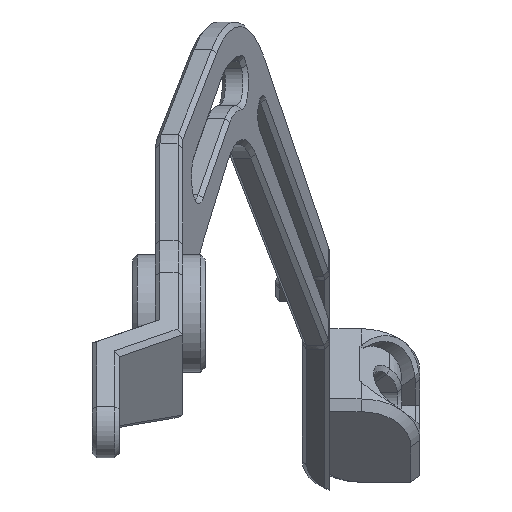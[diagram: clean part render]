
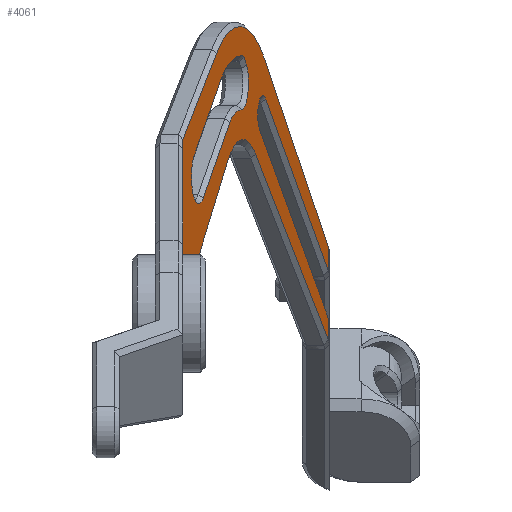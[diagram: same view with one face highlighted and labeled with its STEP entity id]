
A CAD part, top view. The second image highlights one B-rep face of the part: STEP entity #4061.
In plain terms, the highlighted planar face has unit normal (0.964, 0, 0.266).
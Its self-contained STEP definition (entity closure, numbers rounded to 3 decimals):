
#17=FACE_BOUND('',#1504,.T.);
#168=PLANE('',#4385);
#252=LINE('',#5785,#675);
#288=LINE('',#5962,#711);
#459=LINE('',#6952,#882);
#462=LINE('',#6967,#885);
#466=LINE('',#6992,#889);
#477=LINE('',#7032,#900);
#478=LINE('',#7035,#901);
#479=LINE('',#7037,#902);
#480=LINE('',#7041,#903);
#481=LINE('',#7043,#904);
#482=LINE('',#7045,#905);
#483=LINE('',#7048,#906);
#675=VECTOR('',#4603,10.);
#711=VECTOR('',#4645,10.);
#882=VECTOR('',#5118,10.);
#885=VECTOR('',#5129,10.);
#889=VECTOR('',#5153,10.);
#900=VECTOR('',#5194,10.);
#901=VECTOR('',#5197,10.);
#902=VECTOR('',#5198,10.);
#903=VECTOR('',#5201,10.);
#904=VECTOR('',#5202,10.);
#905=VECTOR('',#5203,10.);
#906=VECTOR('',#5206,10.);
#1254=FACE_OUTER_BOUND('',#1503,.T.);
#1503=EDGE_LOOP('',(#3368,#3369,#3370,#3371,#3372,#3373,#3374,#3375,#3376,
#3377,#3378,#3379));
#1504=EDGE_LOOP('',(#3380,#3381,#3382,#3383,#3384,#3385,#3386,#3387,#3388));
#1667=CIRCLE('',#4358,6.);
#1669=CIRCLE('',#4362,6.);
#1671=CIRCLE('',#4365,29.813);
#1673=CIRCLE('',#4368,6.);
#1676=CIRCLE('',#4373,6.);
#1677=CIRCLE('',#4375,17.813);
#1682=CIRCLE('',#4386,4.25);
#1683=CIRCLE('',#4387,34.);
#1684=CIRCLE('',#4388,19.);
#1765=VERTEX_POINT('',#5777);
#1767=VERTEX_POINT('',#5783);
#1791=VERTEX_POINT('',#5954);
#1793=VERTEX_POINT('',#5960);
#1935=VERTEX_POINT('',#6949);
#1936=VERTEX_POINT('',#6951);
#1938=VERTEX_POINT('',#6959);
#1940=VERTEX_POINT('',#6965);
#1942=VERTEX_POINT('',#6971);
#1944=VERTEX_POINT('',#6977);
#1945=VERTEX_POINT('',#6982);
#1947=VERTEX_POINT('',#6991);
#1950=VERTEX_POINT('',#7002);
#1957=VERTEX_POINT('',#7031);
#1958=VERTEX_POINT('',#7033);
#1959=VERTEX_POINT('',#7036);
#1960=VERTEX_POINT('',#7038);
#1961=VERTEX_POINT('',#7040);
#1962=VERTEX_POINT('',#7042);
#1963=VERTEX_POINT('',#7044);
#1964=VERTEX_POINT('',#7046);
#2124=EDGE_CURVE('',#1765,#1767,#252,.T.);
#2160=EDGE_CURVE('',#1791,#1793,#288,.T.);
#2415=EDGE_CURVE('',#1935,#1936,#459,.T.);
#2418=EDGE_CURVE('',#1938,#1935,#1667,.T.);
#2421=EDGE_CURVE('',#1940,#1938,#462,.T.);
#2424=EDGE_CURVE('',#1942,#1940,#1669,.T.);
#2427=EDGE_CURVE('',#1944,#1942,#1671,.T.);
#2429=EDGE_CURVE('',#1945,#1944,#1673,.T.);
#2432=EDGE_CURVE('',#1947,#1945,#466,.T.);
#2437=EDGE_CURVE('',#1950,#1947,#1676,.T.);
#2438=EDGE_CURVE('',#1936,#1950,#1677,.T.);
#2451=EDGE_CURVE('',#1957,#1767,#477,.T.);
#2452=EDGE_CURVE('',#1958,#1957,#1682,.T.);
#2453=EDGE_CURVE('',#1791,#1958,#478,.T.);
#2454=EDGE_CURVE('',#1959,#1793,#479,.T.);
#2455=EDGE_CURVE('',#1960,#1959,#1683,.T.);
#2456=EDGE_CURVE('',#1961,#1960,#480,.T.);
#2457=EDGE_CURVE('',#1961,#1962,#481,.T.);
#2458=EDGE_CURVE('',#1963,#1962,#482,.T.);
#2459=EDGE_CURVE('',#1964,#1963,#1684,.T.);
#2460=EDGE_CURVE('',#1765,#1964,#483,.T.);
#3368=ORIENTED_EDGE('',*,*,#2451,.F.);
#3369=ORIENTED_EDGE('',*,*,#2452,.F.);
#3370=ORIENTED_EDGE('',*,*,#2453,.F.);
#3371=ORIENTED_EDGE('',*,*,#2160,.T.);
#3372=ORIENTED_EDGE('',*,*,#2454,.F.);
#3373=ORIENTED_EDGE('',*,*,#2455,.F.);
#3374=ORIENTED_EDGE('',*,*,#2456,.F.);
#3375=ORIENTED_EDGE('',*,*,#2457,.T.);
#3376=ORIENTED_EDGE('',*,*,#2458,.F.);
#3377=ORIENTED_EDGE('',*,*,#2459,.F.);
#3378=ORIENTED_EDGE('',*,*,#2460,.F.);
#3379=ORIENTED_EDGE('',*,*,#2124,.T.);
#3380=ORIENTED_EDGE('',*,*,#2415,.F.);
#3381=ORIENTED_EDGE('',*,*,#2418,.F.);
#3382=ORIENTED_EDGE('',*,*,#2421,.F.);
#3383=ORIENTED_EDGE('',*,*,#2424,.F.);
#3384=ORIENTED_EDGE('',*,*,#2427,.F.);
#3385=ORIENTED_EDGE('',*,*,#2429,.F.);
#3386=ORIENTED_EDGE('',*,*,#2432,.F.);
#3387=ORIENTED_EDGE('',*,*,#2437,.F.);
#3388=ORIENTED_EDGE('',*,*,#2438,.F.);
#4061=ADVANCED_FACE('',(#1254,#17),#168,.T.);
#4358=AXIS2_PLACEMENT_3D('',#6961,#5122,#5123);
#4362=AXIS2_PLACEMENT_3D('',#6973,#5134,#5135);
#4365=AXIS2_PLACEMENT_3D('',#6979,#5141,#5142);
#4368=AXIS2_PLACEMENT_3D('',#6983,#5147,#5148);
#4373=AXIS2_PLACEMENT_3D('',#7004,#5160,#5161);
#4375=AXIS2_PLACEMENT_3D('',#7006,#5164,#5165);
#4385=AXIS2_PLACEMENT_3D('',#7030,#5192,#5193);
#4386=AXIS2_PLACEMENT_3D('',#7034,#5195,#5196);
#4387=AXIS2_PLACEMENT_3D('',#7039,#5199,#5200);
#4388=AXIS2_PLACEMENT_3D('',#7047,#5204,#5205);
#4603=DIRECTION('',(0.,1.,0.));
#4645=DIRECTION('',(0.,1.,0.));
#5118=DIRECTION('',(0.212,0.604,-0.768));
#5122=DIRECTION('center_axis',(0.964,0.,0.266));
#5123=DIRECTION('ref_axis',(-0.16,0.797,0.582));
#5129=DIRECTION('',(-0.212,-0.604,0.768));
#5134=DIRECTION('center_axis',(0.964,0.,0.266));
#5135=DIRECTION('ref_axis',(-0.144,0.84,0.523));
#5141=DIRECTION('center_axis',(0.964,0.,0.266));
#5142=DIRECTION('ref_axis',(0.,1.,0.));
#5147=DIRECTION('center_axis',(0.964,0.,0.266));
#5148=DIRECTION('ref_axis',(0.,1.,0.));
#5153=DIRECTION('',(-0.215,0.588,0.78));
#5160=DIRECTION('center_axis',(0.964,0.,0.266));
#5161=DIRECTION('ref_axis',(0.,-1.,0.));
#5164=DIRECTION('center_axis',(-0.964,0.,-0.266));
#5165=DIRECTION('ref_axis',(0.,1.,0.));
#5192=DIRECTION('center_axis',(0.964,0.,0.266));
#5193=DIRECTION('ref_axis',(0.266,0.,-0.964));
#5194=DIRECTION('',(0.215,-0.588,-0.78));
#5195=DIRECTION('center_axis',(0.964,0.,0.266));
#5196=DIRECTION('ref_axis',(0.156,0.809,-0.567));
#5197=DIRECTION('',(-0.215,0.588,0.78));
#5198=DIRECTION('',(0.209,-0.615,-0.76));
#5199=DIRECTION('center_axis',(-0.964,0.,-0.266));
#5200=DIRECTION('ref_axis',(0.163,0.789,-0.593));
#5201=DIRECTION('',(0.219,0.564,-0.796));
#5202=DIRECTION('',(0.,-1.,0.));
#5203=DIRECTION('',(-0.2,-0.658,0.726));
#5204=DIRECTION('center_axis',(0.964,0.,0.266));
#5205=DIRECTION('ref_axis',(0.149,0.828,-0.541));
#5206=DIRECTION('',(-0.22,0.561,0.798));
#5777=CARTESIAN_POINT('',(35.231,-5.592,-142.828));
#5783=CARTESIAN_POINT('',(35.231,-0.771,-142.828));
#5785=CARTESIAN_POINT('',(35.231,39.104,-142.828));
#5954=CARTESIAN_POINT('',(35.231,9.735,-142.828));
#5960=CARTESIAN_POINT('',(35.231,15.135,-142.828));
#5962=CARTESIAN_POINT('',(35.231,39.104,-142.828));
#6949=CARTESIAN_POINT('',(7.542,25.529,-42.305));
#6951=CARTESIAN_POINT('',(13.463,42.418,-63.799));
#6952=CARTESIAN_POINT('',(10.143,32.949,-51.748));
#6959=CARTESIAN_POINT('',(5.618,35.094,-35.319));
#6961=CARTESIAN_POINT('Origin',(6.58,30.312,-38.812));
#6965=CARTESIAN_POINT('',(11.589,52.128,-56.997));
#6967=CARTESIAN_POINT('',(11.204,51.031,-55.6));
#6971=CARTESIAN_POINT('',(11.686,52.385,-57.349));
#6973=CARTESIAN_POINT('Origin',(12.551,47.346,-60.49));
#6977=CARTESIAN_POINT('',(15.984,57.16,-72.953));
#6979=CARTESIAN_POINT('Origin',(15.984,27.347,-72.953));
#6982=CARTESIAN_POINT('',(16.597,56.699,-75.179));
#6983=CARTESIAN_POINT('Origin',(15.984,51.16,-72.953));
#6991=CARTESIAN_POINT('',(17.194,55.067,-77.344));
#6992=CARTESIAN_POINT('',(20.105,47.101,-87.914));
#7002=CARTESIAN_POINT('',(15.984,45.16,-72.953));
#7004=CARTESIAN_POINT('Origin',(15.984,51.16,-72.953));
#7006=CARTESIAN_POINT('Origin',(15.984,27.347,-72.953));
#7030=CARTESIAN_POINT('Origin',(18.13,13.599,-80.743));
#7031=CARTESIAN_POINT('',(20.099,40.628,-87.893));
#7032=CARTESIAN_POINT('',(21.161,37.722,-91.749));
#7033=CARTESIAN_POINT('',(21.426,47.504,-92.71));
#7034=CARTESIAN_POINT('Origin',(20.763,44.066,-90.302));
#7035=CARTESIAN_POINT('',(32.277,17.816,-132.105));
#7036=CARTESIAN_POINT('',(21.175,56.417,-91.798));
#7037=CARTESIAN_POINT('',(34.988,15.849,-141.946));
#7038=CARTESIAN_POINT('',(10.528,57.679,-53.145));
#7039=CARTESIAN_POINT('Origin',(15.622,29.607,-71.639));
#7040=CARTESIAN_POINT('',(3.064,38.473,-26.046));
#7041=CARTESIAN_POINT('',(10.393,57.331,-52.654));
#7042=CARTESIAN_POINT('',(3.064,1.158,-26.046));
#7043=CARTESIAN_POINT('',(3.064,-11.906,-26.046));
#7044=CARTESIAN_POINT('',(13.035,33.926,-62.247));
#7045=CARTESIAN_POINT('',(6.713,13.149,-39.293));
#7046=CARTESIAN_POINT('',(19.182,35.341,-84.563));
#7047=CARTESIAN_POINT('Origin',(16.353,19.61,-74.291));
#7048=CARTESIAN_POINT('',(20.162,32.842,-88.12));
